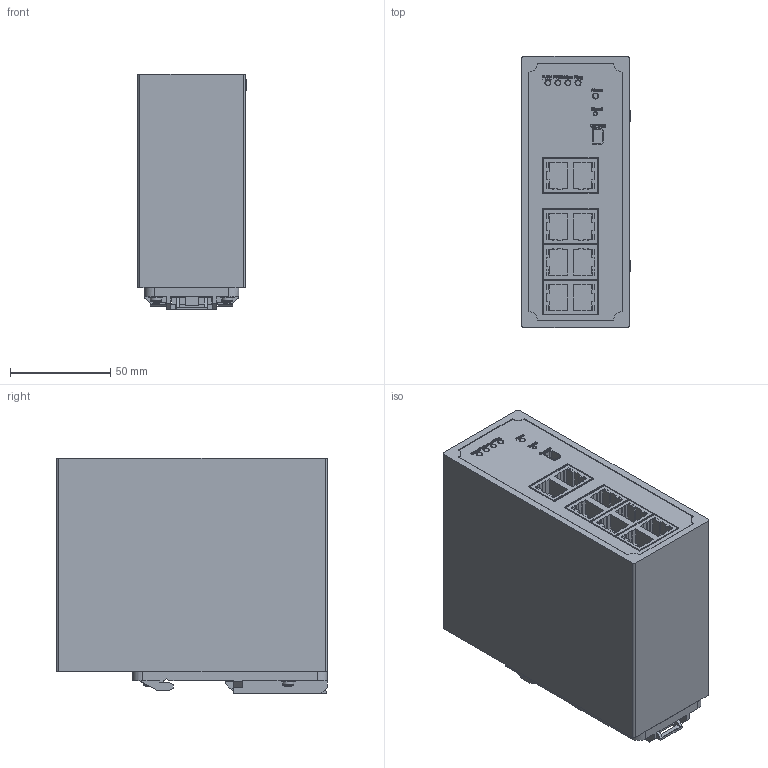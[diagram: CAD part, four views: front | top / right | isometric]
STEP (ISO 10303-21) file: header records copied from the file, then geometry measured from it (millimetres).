
FILE_DESCRIPTION (( 'STEP AP214' ), '1' );
FILE_NAME ('SE2-SW8M.STEP', '2023-05-26T09:56:26', ( '' ), ( '' ), 'SwSTEP 2.0', 'SolidWorks 2021', '' );
FILE_SCHEMA (( 'AUTOMOTIVE_DESIGN' ));
Length unit declared in the file: inch
Products named in the file (1): SE2-SW8M
Bounding box: 54 x 135.03 x 117.5 mm (x, y, z)
Volume: 782119.9 mm3; surface area: 66493.5 mm2
Topology: 2 solids, 4 shells, 1132 faces, 3082 edges, 2061 vertices
Faces by surface type: plane 785, bspline 248, cylinder 83, cone 8, sphere 4, torus 4
Full cylindrical faces by diameter (mm): 4.5 x5, 5.5 x2, 5.6 x4, 7 x4
Entity records: 47531 total; most frequent: CARTESIAN_POINT 20783, ORIENTED_EDGE 6096, DIRECTION 4354, EDGE_CURVE 3048, VECTOR 2316, LINE 2316, VERTEX_POINT 2054, EDGE_LOOP 1268
